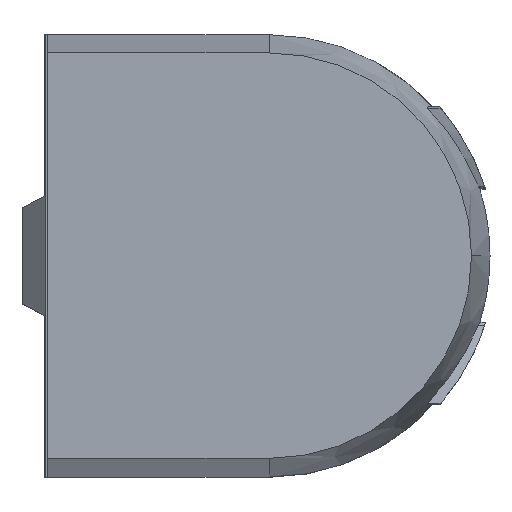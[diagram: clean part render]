
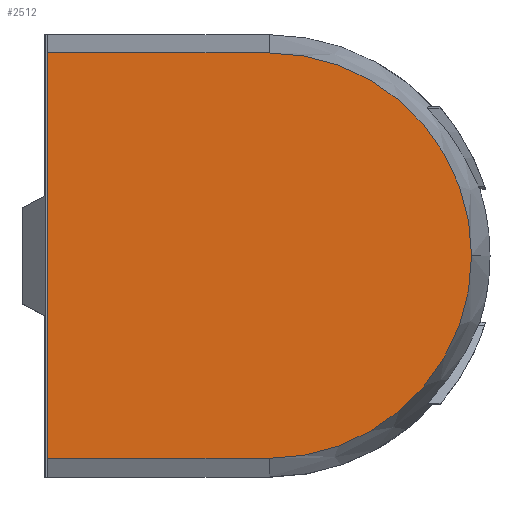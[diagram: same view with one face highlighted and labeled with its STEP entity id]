
A CAD part, top view. The second image highlights one B-rep face of the part: STEP entity #2512.
In plain terms, the highlighted planar face has unit normal (0, 0, 1).
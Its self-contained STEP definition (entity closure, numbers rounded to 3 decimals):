
#734 = VERTEX_POINT('',#735);
#735 = CARTESIAN_POINT('',(-12.,11.,30.));
#741 = EDGE_CURVE('',#734,#742,#744,.T.);
#742 = VERTEX_POINT('',#743);
#743 = CARTESIAN_POINT('',(0.01,11.,30.));
#744 = LINE('',#745,#746);
#745 = CARTESIAN_POINT('',(-12.,11.,30.));
#746 = VECTOR('',#747,1.);
#747 = DIRECTION('',(1.,0.,0.));
#764 = EDGE_CURVE('',#734,#765,#767,.T.);
#765 = VERTEX_POINT('',#766);
#766 = CARTESIAN_POINT('',(-12.,-11.,30.));
#767 = LINE('',#768,#769);
#768 = CARTESIAN_POINT('',(-12.,12.,30.));
#769 = VECTOR('',#770,1.);
#770 = DIRECTION('',(0.,-1.,0.));
#1114 = VERTEX_POINT('',#1115);
#1115 = CARTESIAN_POINT('',(0.01,-11.,30.));
#1121 = EDGE_CURVE('',#1114,#765,#1122,.T.);
#1122 = LINE('',#1123,#1124);
#1123 = CARTESIAN_POINT('',(0.01,-11.,30.));
#1124 = VECTOR('',#1125,1.);
#1125 = DIRECTION('',(-1.,0.,0.));
#2351 = EDGE_CURVE('',#742,#2352,#2354,.T.);
#2352 = VERTEX_POINT('',#2353);
#2353 = CARTESIAN_POINT('',(11.,0.01,30.));
#2354 = CIRCLE('',#2355,10.99);
#2355 = AXIS2_PLACEMENT_3D('',#2356,#2357,#2358);
#2356 = CARTESIAN_POINT('',(0.01,0.01,30.));
#2357 = DIRECTION('',(0.,0.,-1.));
#2358 = DIRECTION('',(0.,1.,0.));
#2512 = ADVANCED_FACE('',(#2513),#2534,.F.);
#2513 = FACE_BOUND('',#2514,.F.);
#2514 = EDGE_LOOP('',(#2515,#2516,#2517,#2518,#2526,#2533));
#2515 = ORIENTED_EDGE('',*,*,#764,.F.);
#2516 = ORIENTED_EDGE('',*,*,#741,.T.);
#2517 = ORIENTED_EDGE('',*,*,#2351,.T.);
#2518 = ORIENTED_EDGE('',*,*,#2519,.T.);
#2519 = EDGE_CURVE('',#2352,#2520,#2522,.T.);
#2520 = VERTEX_POINT('',#2521);
#2521 = CARTESIAN_POINT('',(11.,-0.01,30.));
#2522 = LINE('',#2523,#2524);
#2523 = CARTESIAN_POINT('',(11.,0.01,30.));
#2524 = VECTOR('',#2525,1.);
#2525 = DIRECTION('',(0.,-1.,0.));
#2526 = ORIENTED_EDGE('',*,*,#2527,.T.);
#2527 = EDGE_CURVE('',#2520,#1114,#2528,.T.);
#2528 = CIRCLE('',#2529,10.99);
#2529 = AXIS2_PLACEMENT_3D('',#2530,#2531,#2532);
#2530 = CARTESIAN_POINT('',(0.01,-0.01,30.));
#2531 = DIRECTION('',(0.,0.,-1.));
#2532 = DIRECTION('',(1.,0.,0.));
#2533 = ORIENTED_EDGE('',*,*,#1121,.T.);
#2534 = PLANE('',#2535);
#2535 = AXIS2_PLACEMENT_3D('',#2536,#2537,#2538);
#2536 = CARTESIAN_POINT('',(12.,12.,30.));
#2537 = DIRECTION('',(0.,0.,-1.));
#2538 = DIRECTION('',(-1.,0.,0.));
